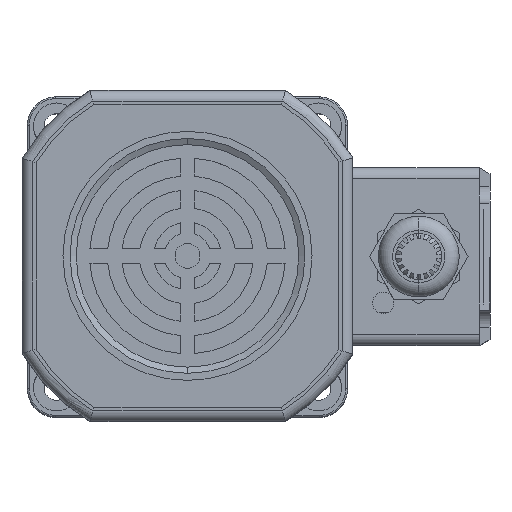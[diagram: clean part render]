
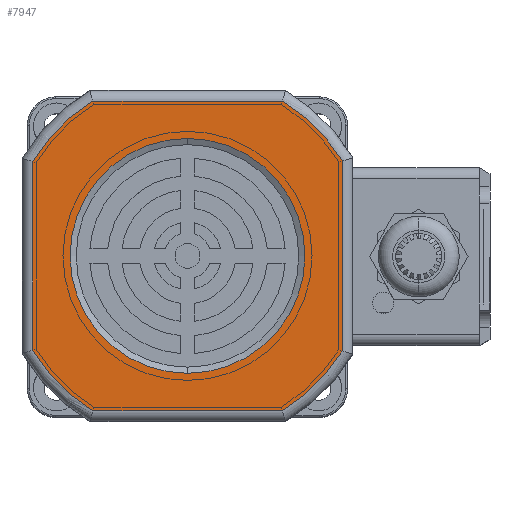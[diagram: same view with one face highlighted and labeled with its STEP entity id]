
A CAD part, top view. The second image highlights one B-rep face of the part: STEP entity #7947.
In plain terms, the highlighted face is planar.
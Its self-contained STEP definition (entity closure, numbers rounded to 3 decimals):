
#820 = CARTESIAN_POINT ( 'NONE',  ( 0.05, 0., 0. ) ) ;
#849 = DIRECTION ( 'NONE',  ( 0., -1., 0. ) ) ;
#925 = DIRECTION ( 'NONE',  ( 0., 0., 1. ) ) ;
#1237 = ORIENTED_EDGE ( 'NONE', *, *, #3141, .T. ) ;
#1418 = CARTESIAN_POINT ( 'NONE',  ( 0.05, 0., 0. ) ) ;
#1805 = EDGE_CURVE ( 'NONE', #7914, #25110, #18184, .T. ) ;
#2005 = EDGE_LOOP ( 'NONE', ( #28698, #11232 ) ) ;
#2263 = VECTOR ( 'NONE', #10214, 1000. ) ;
#2354 = EDGE_CURVE ( 'NONE', #3859, #7914, #11247, .T. ) ;
#2447 = VERTEX_POINT ( 'NONE', #21916 ) ;
#2477 = AXIS2_PLACEMENT_3D ( 'NONE', #13744, #27677, #11435 ) ;
#2514 = ORIENTED_EDGE ( 'NONE', *, *, #16016, .T. ) ;
#2784 = EDGE_CURVE ( 'NONE', #2868, #3859, #14105, .T. ) ;
#2868 = VERTEX_POINT ( 'NONE', #24453 ) ;
#3125 = VERTEX_POINT ( 'NONE', #4519 ) ;
#3141 = EDGE_CURVE ( 'NONE', #25110, #6790, #11254, .T. ) ;
#3646 = ORIENTED_EDGE ( 'NONE', *, *, #12546, .T. ) ;
#3733 = CARTESIAN_POINT ( 'NONE',  ( 43.5, 0., -26.705 ) ) ;
#3789 = DIRECTION ( 'NONE',  ( 0., 0., 1. ) ) ;
#3859 = VERTEX_POINT ( 'NONE', #28863 ) ;
#4519 = CARTESIAN_POINT ( 'NONE',  ( -26.572, 0., 43.5 ) ) ;
#4681 = LINE ( 'NONE', #11136, #16502 ) ;
#4896 = DIRECTION ( 'NONE',  ( 0., 0., 1. ) ) ;
#4903 = DIRECTION ( 'NONE',  ( 0., 1., 0. ) ) ;
#4920 = VECTOR ( 'NONE', #12147, 1000. ) ;
#5022 = CARTESIAN_POINT ( 'NONE',  ( 0.05, 0., 0. ) ) ;
#5453 = PLANE ( 'NONE',  #27958 ) ;
#6008 = VERTEX_POINT ( 'NONE', #24561 ) ;
#6098 = CARTESIAN_POINT ( 'NONE',  ( -26.572, 0., -43.5 ) ) ;
#6336 = VERTEX_POINT ( 'NONE', #27468 ) ;
#6790 = VERTEX_POINT ( 'NONE', #3733 ) ;
#7348 = LINE ( 'NONE', #10159, #25273 ) ;
#7798 = AXIS2_PLACEMENT_3D ( 'NONE', #22242, #8214, #24564 ) ;
#7914 = VERTEX_POINT ( 'NONE', #6098 ) ;
#7947 = ADVANCED_FACE ( 'NONE', ( #15020, #26652 ), #5453, .F. ) ;
#8214 = DIRECTION ( 'NONE',  ( 0., -1., 0. ) ) ;
#10159 = CARTESIAN_POINT ( 'NONE',  ( 43.5, 0., 0. ) ) ;
#10214 = DIRECTION ( 'NONE',  ( 0., 0., -1. ) ) ;
#11136 = CARTESIAN_POINT ( 'NONE',  ( 0.05, 0., 43.5 ) ) ;
#11232 = ORIENTED_EDGE ( 'NONE', *, *, #12471, .F. ) ;
#11247 = CIRCLE ( 'NONE', #16695, 51. ) ;
#11254 = CIRCLE ( 'NONE', #2477, 51. ) ;
#11435 = DIRECTION ( 'NONE',  ( 0., 0., 1. ) ) ;
#12147 = DIRECTION ( 'NONE',  ( 1., 0., 0. ) ) ;
#12170 = CARTESIAN_POINT ( 'NONE',  ( 0.05, 0., 0. ) ) ;
#12364 = CIRCLE ( 'NONE', #7798, 33. ) ;
#12471 = EDGE_CURVE ( 'NONE', #2447, #25713, #14371, .T. ) ;
#12546 = EDGE_CURVE ( 'NONE', #6790, #6008, #7348, .T. ) ;
#12649 = DIRECTION ( 'NONE',  ( 0., -1., 0. ) ) ;
#13467 = EDGE_CURVE ( 'NONE', #6336, #3125, #4681, .T. ) ;
#13744 = CARTESIAN_POINT ( 'NONE',  ( 0.05, 0., 0. ) ) ;
#14046 = AXIS2_PLACEMENT_3D ( 'NONE', #1418, #17918, #3789 ) ;
#14077 = ORIENTED_EDGE ( 'NONE', *, *, #2784, .T. ) ;
#14105 = LINE ( 'NONE', #14902, #2263 ) ;
#14360 = EDGE_CURVE ( 'NONE', #6008, #6336, #27727, .T. ) ;
#14371 = CIRCLE ( 'NONE', #28046, 33. ) ;
#14491 = DIRECTION ( 'NONE',  ( 0., 0., 1. ) ) ;
#14902 = CARTESIAN_POINT ( 'NONE',  ( -43.5, 0., 0. ) ) ;
#15020 = FACE_OUTER_BOUND ( 'NONE', #27462, .T. ) ;
#15048 = ORIENTED_EDGE ( 'NONE', *, *, #14360, .T. ) ;
#16016 = EDGE_CURVE ( 'NONE', #3125, #2868, #26913, .T. ) ;
#16188 = EDGE_CURVE ( 'NONE', #25713, #2447, #12364, .T. ) ;
#16502 = VECTOR ( 'NONE', #25439, 1000. ) ;
#16666 = CARTESIAN_POINT ( 'NONE',  ( 0., 0., -33. ) ) ;
#16695 = AXIS2_PLACEMENT_3D ( 'NONE', #820, #849, #925 ) ;
#17089 = DIRECTION ( 'NONE',  ( 0., 0., 1. ) ) ;
#17918 = DIRECTION ( 'NONE',  ( 0., -1., 0. ) ) ;
#18184 = LINE ( 'NONE', #21390, #4920 ) ;
#19389 = AXIS2_PLACEMENT_3D ( 'NONE', #12170, #28427, #14491 ) ;
#21390 = CARTESIAN_POINT ( 'NONE',  ( 0.05, 0., -43.5 ) ) ;
#21916 = CARTESIAN_POINT ( 'NONE',  ( 0., 0., 33. ) ) ;
#22242 = CARTESIAN_POINT ( 'NONE',  ( 0., 0., 0. ) ) ;
#22549 = ORIENTED_EDGE ( 'NONE', *, *, #1805, .T. ) ;
#24453 = CARTESIAN_POINT ( 'NONE',  ( -43.5, 0., 26.54 ) ) ;
#24561 = CARTESIAN_POINT ( 'NONE',  ( 43.5, 0., 26.705 ) ) ;
#24564 = DIRECTION ( 'NONE',  ( 0., 0., -1. ) ) ;
#25110 = VERTEX_POINT ( 'NONE', #29790 ) ;
#25214 = ORIENTED_EDGE ( 'NONE', *, *, #13467, .T. ) ;
#25273 = VECTOR ( 'NONE', #17089, 1000. ) ;
#25439 = DIRECTION ( 'NONE',  ( -1., 0., 0. ) ) ;
#25713 = VERTEX_POINT ( 'NONE', #16666 ) ;
#26563 = CARTESIAN_POINT ( 'NONE',  ( 0., 0., 0. ) ) ;
#26652 = FACE_BOUND ( 'NONE', #2005, .T. ) ;
#26913 = CIRCLE ( 'NONE', #19389, 51. ) ;
#27462 = EDGE_LOOP ( 'NONE', ( #14077, #28844, #22549, #1237, #3646, #15048, #25214, #2514 ) ) ;
#27468 = CARTESIAN_POINT ( 'NONE',  ( 26.673, 0., 43.5 ) ) ;
#27677 = DIRECTION ( 'NONE',  ( 0., -1., 0. ) ) ;
#27727 = CIRCLE ( 'NONE', #14046, 51. ) ;
#27958 = AXIS2_PLACEMENT_3D ( 'NONE', #5022, #4903, #4896 ) ;
#28046 = AXIS2_PLACEMENT_3D ( 'NONE', #26563, #12649, #28902 ) ;
#28427 = DIRECTION ( 'NONE',  ( 0., -1., 0. ) ) ;
#28698 = ORIENTED_EDGE ( 'NONE', *, *, #16188, .F. ) ;
#28844 = ORIENTED_EDGE ( 'NONE', *, *, #2354, .T. ) ;
#28863 = CARTESIAN_POINT ( 'NONE',  ( -43.5, 0., -26.54 ) ) ;
#28902 = DIRECTION ( 'NONE',  ( 0., 0., -1. ) ) ;
#29790 = CARTESIAN_POINT ( 'NONE',  ( 26.673, 0., -43.5 ) ) ;
